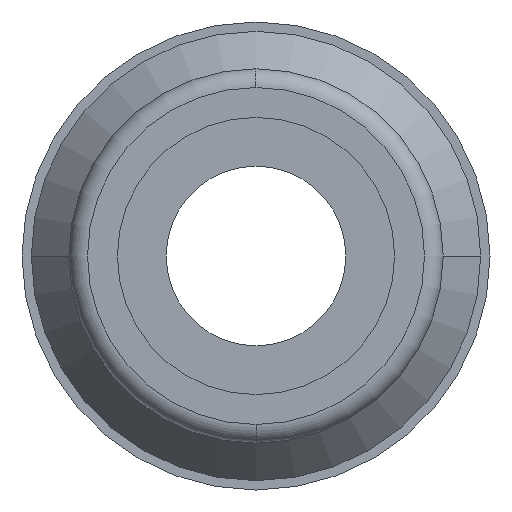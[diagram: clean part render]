
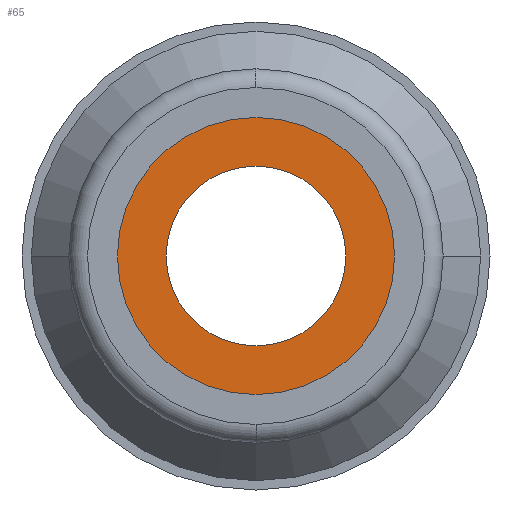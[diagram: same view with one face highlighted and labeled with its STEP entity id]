
A CAD part, front view. The second image highlights one B-rep face of the part: STEP entity #65.
In plain terms, the highlighted planar face has unit normal (0, -1, 0).
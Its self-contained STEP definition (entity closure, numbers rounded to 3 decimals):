
#65=ADVANCED_FACE('',(#161,#162),#163,.F.);
#161=FACE_BOUND('',#292,.T.);
#162=FACE_OUTER_BOUND('',#293,.T.);
#163=PLANE('',#294);
#292=EDGE_LOOP('',(#424,#425));
#293=EDGE_LOOP('',(#426,#427));
#294=AXIS2_PLACEMENT_3D('',#428,#429,#430);
#424=ORIENTED_EDGE('',*,*,#755,.F.);
#425=ORIENTED_EDGE('',*,*,#756,.F.);
#426=ORIENTED_EDGE('',*,*,#757,.F.);
#427=ORIENTED_EDGE('',*,*,#758,.F.);
#428=CARTESIAN_POINT('',(0.0,25.0,0.0));
#429=DIRECTION('',(-0.0,1.0,0.0));
#430=DIRECTION('',(1.0,0.0,0.0));
#755=EDGE_CURVE('',#889,#890,#891,.T.);
#756=EDGE_CURVE('',#890,#889,#892,.T.);
#757=EDGE_CURVE('',#893,#894,#895,.T.);
#758=EDGE_CURVE('',#894,#893,#896,.T.);
#889=VERTEX_POINT('',#1074);
#890=VERTEX_POINT('',#1075);
#891=CIRCLE('',#1076,2.4);
#892=CIRCLE('',#1077,2.4);
#893=VERTEX_POINT('',#1078);
#894=VERTEX_POINT('',#1079);
#895=CIRCLE('',#1080,3.7);
#896=CIRCLE('',#1081,3.7);
#1074=CARTESIAN_POINT('',(-2.4,25.0,0.));
#1075=CARTESIAN_POINT('',(2.4,25.0,0.));
#1076=AXIS2_PLACEMENT_3D('',#1287,#1288,#1289);
#1077=AXIS2_PLACEMENT_3D('',#1290,#1291,#1292);
#1078=CARTESIAN_POINT('',(3.7,25.0,0.0));
#1079=CARTESIAN_POINT('',(-3.7,25.0,0.));
#1080=AXIS2_PLACEMENT_3D('',#1293,#1294,#1295);
#1081=AXIS2_PLACEMENT_3D('',#1296,#1297,#1298);
#1287=CARTESIAN_POINT('',(0.0,25.0,0.0));
#1288=DIRECTION('',(0.0,-1.0,0.0));
#1289=DIRECTION('',(1.0,0.0,0.0));
#1290=CARTESIAN_POINT('',(0.0,25.0,0.0));
#1291=DIRECTION('',(0.0,-1.0,0.0));
#1292=DIRECTION('',(1.0,0.0,0.0));
#1293=CARTESIAN_POINT('',(0.0,25.0,0.0));
#1294=DIRECTION('',(-0.0,1.0,0.0));
#1295=DIRECTION('',(1.0,0.0,0.0));
#1296=CARTESIAN_POINT('',(0.0,25.0,0.0));
#1297=DIRECTION('',(-0.0,1.0,0.0));
#1298=DIRECTION('',(1.0,0.0,0.0));
